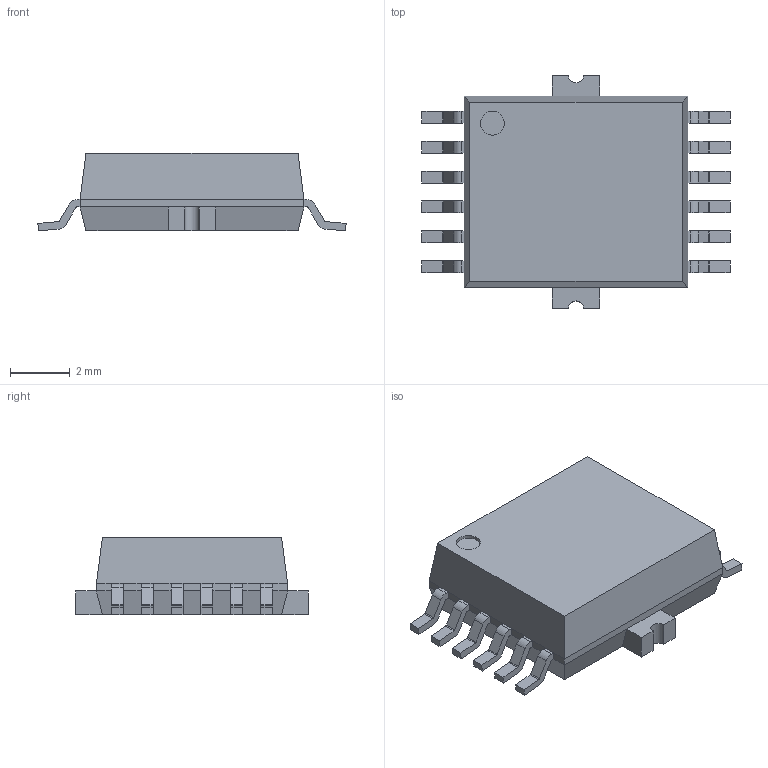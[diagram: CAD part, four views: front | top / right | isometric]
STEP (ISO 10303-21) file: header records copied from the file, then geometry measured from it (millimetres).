
FILE_DESCRIPTION(('FreeCAD Model'),'2;1');
FILE_NAME('INF-PG-DSO-12-11-EP.step','2017-06-08T15:17:51',('kicad StepUp'),( 'ksu MCAD'),'Open CASCADE STEP processor 6.8','FreeCAD','Unknown');
FILE_SCHEMA(('AUTOMOTIVE_DESIGN_CC2 { 1 2 10303 214 -1 1 5 4 }'));
Length unit declared in the file: millimetre
Products named in the file (1): INF-PG-DSO-12-11-EP
Bounding box: 10.32 x 7.8 x 2.6 mm (x, y, z)
Volume: 122.4 mm3; surface area: 192.5 mm2
Topology: 1 solids, 1 shells, 202 faces, 537 edges, 338 vertices
Faces by surface type: plane 151, cylinder 51
Full cylindrical faces by diameter (mm): 0.8 x1
Entity records: 7591 total; most frequent: CARTESIAN_POINT 1078, ORIENTED_EDGE 1074, DIRECTION 1045, EDGE_CURVE 537, LINE 435, VECTOR 435, VERTEX_POINT 338, AXIS2_PLACEMENT_3D 305
